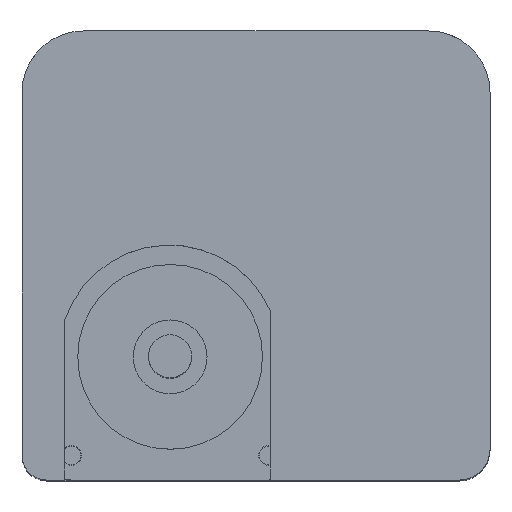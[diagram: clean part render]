
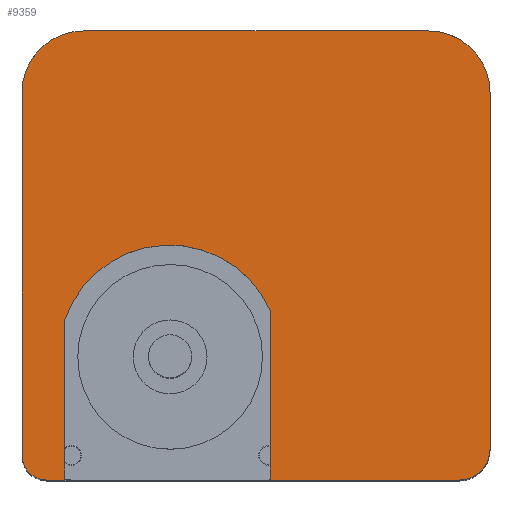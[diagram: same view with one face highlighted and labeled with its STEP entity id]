
A CAD part, top view. The second image highlights one B-rep face of the part: STEP entity #9359.
In plain terms, the highlighted planar face has unit normal (0, 0, 1).
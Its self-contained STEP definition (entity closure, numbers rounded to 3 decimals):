
#580=CIRCLE('',#10139,2.5);
#595=CIRCLE('',#10163,2.);
#598=CIRCLE('',#10171,5.);
#599=CIRCLE('',#10172,5.);
#600=CIRCLE('',#10173,8.972);
#1138=FACE_OUTER_BOUND('',#1682,.T.);
#1682=EDGE_LOOP('',(#8046,#8047,#8048,#8049,#8050,#8051,#8052,#8053,#8054,
#8055,#8056,#8057));
#2520=LINE('',#15862,#3388);
#2524=LINE('',#15898,#3392);
#2546=LINE('',#15949,#3414);
#2548=LINE('',#15953,#3416);
#2549=LINE('',#15958,#3417);
#2550=LINE('',#15961,#3418);
#2551=LINE('',#15964,#3419);
#3388=VECTOR('',#12525,10.);
#3392=VECTOR('',#12543,10.);
#3414=VECTOR('',#12591,10.);
#3416=VECTOR('',#12595,10.);
#3417=VECTOR('',#12600,10.);
#3418=VECTOR('',#12603,10.);
#3419=VECTOR('',#12606,10.);
#4203=VERTEX_POINT('',#15809);
#4204=VERTEX_POINT('',#15811);
#4220=VERTEX_POINT('',#15860);
#4227=VERTEX_POINT('',#15897);
#4236=VERTEX_POINT('',#15926);
#4237=VERTEX_POINT('',#15927);
#4243=VERTEX_POINT('',#15947);
#4244=VERTEX_POINT('',#15951);
#4245=VERTEX_POINT('',#15955);
#4246=VERTEX_POINT('',#15957);
#4247=VERTEX_POINT('',#15959);
#4248=VERTEX_POINT('',#15962);
#5461=EDGE_CURVE('',#4203,#4204,#580,.T.);
#5480=EDGE_CURVE('',#4203,#4220,#2520,.T.);
#5490=EDGE_CURVE('',#4227,#4204,#2524,.T.);
#5505=EDGE_CURVE('',#4236,#4237,#595,.T.);
#5517=EDGE_CURVE('',#4236,#4243,#2546,.T.);
#5519=EDGE_CURVE('',#4243,#4244,#2548,.T.);
#5520=EDGE_CURVE('',#4245,#4220,#598,.T.);
#5521=EDGE_CURVE('',#4245,#4246,#2549,.T.);
#5522=EDGE_CURVE('',#4247,#4246,#599,.T.);
#5523=EDGE_CURVE('',#4247,#4237,#2550,.T.);
#5524=EDGE_CURVE('',#4244,#4248,#600,.T.);
#5525=EDGE_CURVE('',#4248,#4227,#2551,.T.);
#8046=ORIENTED_EDGE('',*,*,#5461,.F.);
#8047=ORIENTED_EDGE('',*,*,#5480,.T.);
#8048=ORIENTED_EDGE('',*,*,#5520,.F.);
#8049=ORIENTED_EDGE('',*,*,#5521,.T.);
#8050=ORIENTED_EDGE('',*,*,#5522,.F.);
#8051=ORIENTED_EDGE('',*,*,#5523,.T.);
#8052=ORIENTED_EDGE('',*,*,#5505,.F.);
#8053=ORIENTED_EDGE('',*,*,#5517,.T.);
#8054=ORIENTED_EDGE('',*,*,#5519,.T.);
#8055=ORIENTED_EDGE('',*,*,#5524,.T.);
#8056=ORIENTED_EDGE('',*,*,#5525,.T.);
#8057=ORIENTED_EDGE('',*,*,#5490,.T.);
#8436=PLANE('',#10170);
#9359=ADVANCED_FACE('',(#1138),#8436,.T.);
#10139=AXIS2_PLACEMENT_3D('',#15812,#12495,#12496);
#10163=AXIS2_PLACEMENT_3D('',#15928,#12570,#12571);
#10170=AXIS2_PLACEMENT_3D('',#15954,#12596,#12597);
#10171=AXIS2_PLACEMENT_3D('',#15956,#12598,#12599);
#10172=AXIS2_PLACEMENT_3D('',#15960,#12601,#12602);
#10173=AXIS2_PLACEMENT_3D('',#15963,#12604,#12605);
#12495=DIRECTION('center_axis',(0.,0.,-1.));
#12496=DIRECTION('ref_axis',(0.707,-0.707,0.));
#12525=DIRECTION('',(0.,1.,0.));
#12543=DIRECTION('',(1.,0.,0.));
#12570=DIRECTION('center_axis',(0.,0.,-1.));
#12571=DIRECTION('ref_axis',(-0.707,-0.707,0.));
#12591=DIRECTION('',(1.,0.,0.));
#12595=DIRECTION('',(0.,1.,0.));
#12596=DIRECTION('center_axis',(0.,0.,1.));
#12597=DIRECTION('ref_axis',(-1.,0.,0.));
#12598=DIRECTION('center_axis',(0.,0.,-1.));
#12599=DIRECTION('ref_axis',(0.707,0.707,0.));
#12600=DIRECTION('',(-1.,0.,0.));
#12601=DIRECTION('center_axis',(0.,0.,-1.));
#12602=DIRECTION('ref_axis',(-0.707,0.707,0.));
#12603=DIRECTION('',(0.,-1.,0.));
#12604=DIRECTION('center_axis',(0.,0.,-1.));
#12605=DIRECTION('ref_axis',(-1.,0.,0.));
#12606=DIRECTION('',(0.,-1.,0.));
#15809=CARTESIAN_POINT('',(44.,10.035,47.013));
#15811=CARTESIAN_POINT('',(41.5,7.535,47.013));
#15812=CARTESIAN_POINT('Origin',(41.5,10.035,47.013));
#15860=CARTESIAN_POINT('',(44.,39.,47.013));
#15862=CARTESIAN_POINT('',(44.,0.,47.013));
#15897=CARTESIAN_POINT('',(26.159,7.535,47.013));
#15898=CARTESIAN_POINT('',(12.5,7.535,47.013));
#15926=CARTESIAN_POINT('',(8.,7.535,47.013));
#15927=CARTESIAN_POINT('',(6.,9.535,47.013));
#15928=CARTESIAN_POINT('Origin',(8.,9.535,47.013));
#15947=CARTESIAN_POINT('',(9.483,7.535,47.013));
#15949=CARTESIAN_POINT('',(12.5,7.535,47.013));
#15951=CARTESIAN_POINT('',(9.483,20.561,47.013));
#15953=CARTESIAN_POINT('',(9.483,27.807,47.013));
#15954=CARTESIAN_POINT('Origin',(25.,22.,47.013));
#15955=CARTESIAN_POINT('',(39.,44.,47.013));
#15956=CARTESIAN_POINT('Origin',(39.,39.,47.013));
#15957=CARTESIAN_POINT('',(11.,44.,47.013));
#15958=CARTESIAN_POINT('',(44.,44.,47.013));
#15959=CARTESIAN_POINT('',(6.,39.,47.013));
#15960=CARTESIAN_POINT('Origin',(11.,39.,47.013));
#15961=CARTESIAN_POINT('',(6.,44.,47.013));
#15962=CARTESIAN_POINT('',(26.159,21.29,47.013));
#15963=CARTESIAN_POINT('Origin',(17.965,17.638,47.013));
#15964=CARTESIAN_POINT('',(26.159,27.807,47.013));
